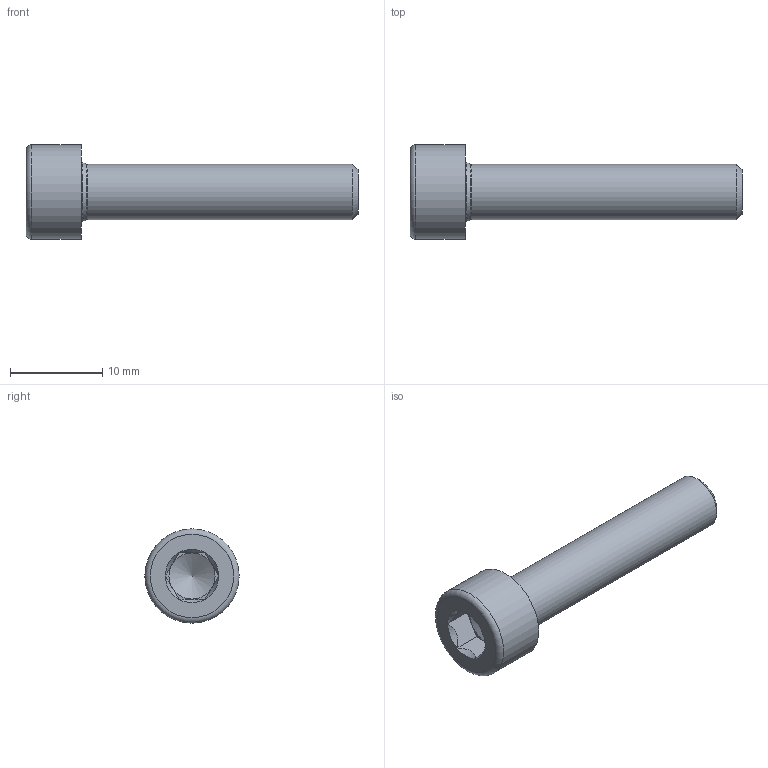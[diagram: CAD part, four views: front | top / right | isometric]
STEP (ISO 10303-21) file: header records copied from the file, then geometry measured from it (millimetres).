
FILE_DESCRIPTION( ( 'STEP AP214' ), '1' );
FILE_NAME( 'HPC_-_CHC6-30_B_2_14b.stp', ' ', ( ' ' ), ( ' ' ), 'PSStep 15.0.47', 'PARTsolutions', ' ' );
FILE_SCHEMA( ( 'AUTOMOTIVE_DESIGN { 1 0 10303 214 1 1 1 1 }' ) );
Length unit declared in the file: millimetre
Products named in the file (1): _HPC - CHC6-30/B
Bounding box: 36 x 10.22 x 10.22 mm (x, y, z)
Volume: 1260.3 mm3; surface area: 956.2 mm2
Topology: 1 solids, 1 shells, 59 faces, 132 edges, 80 vertices
Faces by surface type: plane 41, cone 9, cylinder 6, torus 3
Full cylindrical faces by diameter (mm): 6 x1, 10.22 x1
Entity records: 2096 total; most frequent: CARTESIAN_POINT 325, DIRECTION 266, ORIENTED_EDGE 246, EDGE_CURVE 123, AXIS2_PLACEMENT_3D 89, LINE 88, VECTOR 88, VERTEX_POINT 80
